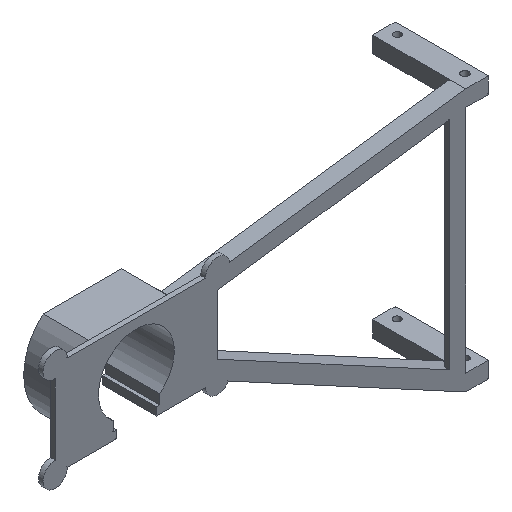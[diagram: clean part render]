
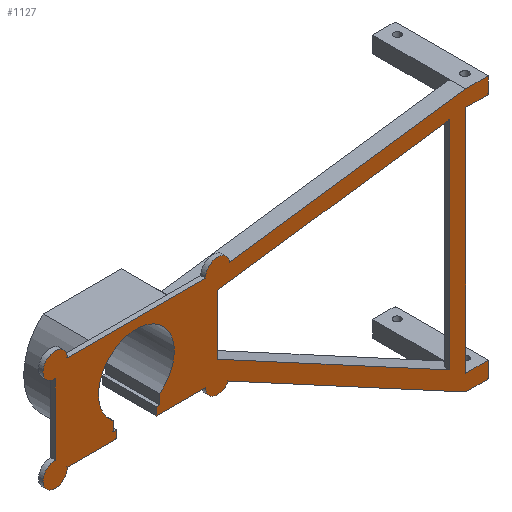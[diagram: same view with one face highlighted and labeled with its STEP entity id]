
A CAD part, isometric view. The second image highlights one B-rep face of the part: STEP entity #1127.
In plain terms, the highlighted planar face has unit normal (0, -1, 0).
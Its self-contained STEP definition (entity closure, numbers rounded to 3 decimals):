
#26=CIRCLE('',#1174,4.5);
#39=CIRCLE('',#1204,14.);
#44=CIRCLE('',#1218,4.5);
#47=CIRCLE('',#1223,4.5);
#48=CIRCLE('',#1226,4.5);
#255=ORIENTED_EDGE('',*,*,#496,.F.);
#256=ORIENTED_EDGE('',*,*,#497,.T.);
#257=ORIENTED_EDGE('',*,*,#396,.F.);
#258=ORIENTED_EDGE('',*,*,#409,.F.);
#259=ORIENTED_EDGE('',*,*,#469,.F.);
#260=ORIENTED_EDGE('',*,*,#461,.F.);
#261=ORIENTED_EDGE('',*,*,#460,.F.);
#262=ORIENTED_EDGE('',*,*,#457,.F.);
#263=ORIENTED_EDGE('',*,*,#454,.F.);
#264=ORIENTED_EDGE('',*,*,#479,.F.);
#265=ORIENTED_EDGE('',*,*,#413,.F.);
#266=ORIENTED_EDGE('',*,*,#498,.F.);
#267=ORIENTED_EDGE('',*,*,#499,.F.);
#268=ORIENTED_EDGE('',*,*,#500,.F.);
#269=ORIENTED_EDGE('',*,*,#501,.F.);
#270=ORIENTED_EDGE('',*,*,#502,.F.);
#271=ORIENTED_EDGE('',*,*,#503,.F.);
#272=ORIENTED_EDGE('',*,*,#504,.F.);
#273=ORIENTED_EDGE('',*,*,#505,.F.);
#274=ORIENTED_EDGE('',*,*,#506,.F.);
#275=ORIENTED_EDGE('',*,*,#492,.F.);
#276=ORIENTED_EDGE('',*,*,#491,.F.);
#277=ORIENTED_EDGE('',*,*,#488,.F.);
#278=ORIENTED_EDGE('',*,*,#485,.F.);
#279=ORIENTED_EDGE('',*,*,#480,.F.);
#280=ORIENTED_EDGE('',*,*,#476,.F.);
#281=ORIENTED_EDGE('',*,*,#450,.F.);
#282=ORIENTED_EDGE('',*,*,#471,.F.);
#396=EDGE_CURVE('',#554,#547,#662,.T.);
#409=EDGE_CURVE('',#566,#554,#669,.T.);
#413=EDGE_CURVE('',#568,#569,#26,.T.);
#450=EDGE_CURVE('',#596,#593,#697,.T.);
#454=EDGE_CURVE('',#600,#597,#701,.T.);
#457=EDGE_CURVE('',#597,#601,#704,.T.);
#460=EDGE_CURVE('',#601,#603,#707,.T.);
#461=EDGE_CURVE('',#603,#605,#39,.T.);
#469=EDGE_CURVE('',#605,#608,#712,.T.);
#471=EDGE_CURVE('',#608,#596,#714,.T.);
#476=EDGE_CURVE('',#593,#611,#718,.T.);
#479=EDGE_CURVE('',#569,#600,#721,.T.);
#480=EDGE_CURVE('',#611,#613,#44,.T.);
#485=EDGE_CURVE('',#613,#616,#725,.T.);
#488=EDGE_CURVE('',#616,#618,#47,.T.);
#491=EDGE_CURVE('',#618,#620,#729,.T.);
#492=EDGE_CURVE('',#620,#621,#48,.T.);
#496=EDGE_CURVE('',#623,#566,#732,.T.);
#497=EDGE_CURVE('',#623,#547,#733,.T.);
#498=EDGE_CURVE('',#624,#568,#734,.T.);
#499=EDGE_CURVE('',#625,#624,#735,.T.);
#500=EDGE_CURVE('',#626,#625,#736,.T.);
#501=EDGE_CURVE('',#627,#626,#737,.T.);
#502=EDGE_CURVE('',#628,#627,#738,.T.);
#503=EDGE_CURVE('',#629,#628,#739,.T.);
#504=EDGE_CURVE('',#630,#629,#740,.T.);
#505=EDGE_CURVE('',#631,#630,#741,.T.);
#506=EDGE_CURVE('',#621,#631,#742,.T.);
#547=VERTEX_POINT('',#1579);
#554=VERTEX_POINT('',#1592);
#566=VERTEX_POINT('',#1619);
#568=VERTEX_POINT('',#1627);
#569=VERTEX_POINT('',#1629);
#593=VERTEX_POINT('',#1700);
#596=VERTEX_POINT('',#1705);
#597=VERTEX_POINT('',#1709);
#600=VERTEX_POINT('',#1714);
#601=VERTEX_POINT('',#1718);
#603=VERTEX_POINT('',#1724);
#605=VERTEX_POINT('',#1730);
#608=VERTEX_POINT('',#1740);
#611=VERTEX_POINT('',#1758);
#613=VERTEX_POINT('',#1766);
#616=VERTEX_POINT('',#1773);
#618=VERTEX_POINT('',#1779);
#620=VERTEX_POINT('',#1785);
#621=VERTEX_POINT('',#1790);
#623=VERTEX_POINT('',#1798);
#624=VERTEX_POINT('',#1801);
#625=VERTEX_POINT('',#1803);
#626=VERTEX_POINT('',#1805);
#627=VERTEX_POINT('',#1807);
#628=VERTEX_POINT('',#1809);
#629=VERTEX_POINT('',#1811);
#630=VERTEX_POINT('',#1813);
#631=VERTEX_POINT('',#1815);
#662=LINE('',#1593,#782);
#669=LINE('',#1620,#789);
#697=LINE('',#1706,#817);
#701=LINE('',#1715,#821);
#704=LINE('',#1721,#824);
#707=LINE('',#1727,#827);
#712=LINE('',#1743,#832);
#714=LINE('',#1746,#834);
#718=LINE('',#1757,#838);
#721=LINE('',#1763,#841);
#725=LINE('',#1775,#845);
#729=LINE('',#1787,#849);
#732=LINE('',#1797,#852);
#733=LINE('',#1799,#853);
#734=LINE('',#1800,#854);
#735=LINE('',#1802,#855);
#736=LINE('',#1804,#856);
#737=LINE('',#1806,#857);
#738=LINE('',#1808,#858);
#739=LINE('',#1810,#859);
#740=LINE('',#1812,#860);
#741=LINE('',#1814,#861);
#742=LINE('',#1816,#862);
#782=VECTOR('',#1271,1000.);
#789=VECTOR('',#1294,1000.);
#817=VECTOR('',#1378,1000.);
#821=VECTOR('',#1384,1000.);
#824=VECTOR('',#1389,1000.);
#827=VECTOR('',#1394,1000.);
#832=VECTOR('',#1411,1000.);
#834=VECTOR('',#1415,1000.);
#838=VECTOR('',#1431,1000.);
#841=VECTOR('',#1436,1000.);
#845=VECTOR('',#1448,1000.);
#849=VECTOR('',#1460,1000.);
#852=VECTOR('',#1473,1000.);
#853=VECTOR('',#1474,1000.);
#854=VECTOR('',#1475,1000.);
#855=VECTOR('',#1476,1000.);
#856=VECTOR('',#1477,1000.);
#857=VECTOR('',#1478,1000.);
#858=VECTOR('',#1479,1000.);
#859=VECTOR('',#1480,1000.);
#860=VECTOR('',#1481,1000.);
#861=VECTOR('',#1482,1000.);
#862=VECTOR('',#1483,1000.);
#935=EDGE_LOOP('',(#255,#256,#257,#258));
#936=EDGE_LOOP('',(#259,#260,#261,#262,#263,#264,#265,#266,#267,#268,#269,
#270,#271,#272,#273,#274,#275,#276,#277,#278,#279,#280,#281,#282));
#1011=FACE_BOUND('',#935,.T.);
#1012=FACE_BOUND('',#936,.T.);
#1072=PLANE('',#1229);
#1127=ADVANCED_FACE('',(#1011,#1012),#1072,.T.);
#1174=AXIS2_PLACEMENT_3D('',#1628,#1302,#1303);
#1204=AXIS2_PLACEMENT_3D('',#1729,#1397,#1398);
#1218=AXIS2_PLACEMENT_3D('',#1765,#1439,#1440);
#1223=AXIS2_PLACEMENT_3D('',#1781,#1454,#1455);
#1226=AXIS2_PLACEMENT_3D('',#1789,#1463,#1464);
#1229=AXIS2_PLACEMENT_3D('',#1796,#1471,#1472);
#1271=DIRECTION('',(0.88,0.,-0.475));
#1294=DIRECTION('',(0.,0.,-1.));
#1302=DIRECTION('',(0.,1.,0.));
#1303=DIRECTION('',(-1.,0.,0.));
#1378=DIRECTION('',(0.,0.,-1.));
#1384=DIRECTION('',(0.,0.,1.));
#1389=DIRECTION('',(1.,0.,0.));
#1394=DIRECTION('',(0.,0.,1.));
#1397=DIRECTION('',(0.,-1.,0.));
#1398=DIRECTION('',(0.,0.,-1.));
#1411=DIRECTION('',(0.,0.,-1.));
#1415=DIRECTION('',(1.,0.,0.));
#1431=DIRECTION('',(-1.,0.,0.));
#1436=DIRECTION('',(-1.,0.,0.));
#1439=DIRECTION('',(0.,1.,0.));
#1440=DIRECTION('',(1.,0.,0.));
#1448=DIRECTION('',(0.,0.,1.));
#1454=DIRECTION('',(0.,1.,0.));
#1455=DIRECTION('',(1.,0.,0.));
#1460=DIRECTION('',(1.,0.,0.));
#1463=DIRECTION('',(0.,1.,0.));
#1464=DIRECTION('',(-1.,0.,0.));
#1471=DIRECTION('',(0.,-1.,0.));
#1472=DIRECTION('',(0.,0.,-1.));
#1473=DIRECTION('',(-0.991,0.,-0.135));
#1474=DIRECTION('',(0.,0.,-1.));
#1475=DIRECTION('',(-0.88,0.,0.475));
#1476=DIRECTION('',(-1.,0.,0.));
#1477=DIRECTION('',(0.,0.,-1.));
#1478=DIRECTION('',(1.,0.,0.));
#1479=DIRECTION('',(0.,0.,-1.));
#1480=DIRECTION('',(-1.,0.,0.));
#1481=DIRECTION('',(0.,0.,-1.));
#1482=DIRECTION('',(1.,0.,0.));
#1483=DIRECTION('',(0.991,0.,0.135));
#1579=CARTESIAN_POINT('',(82.043,-19.978,-60.239));
#1592=CARTESIAN_POINT('',(-3.637,-19.978,-13.979));
#1593=CARTESIAN_POINT('',(-3.637,-19.978,-13.979));
#1619=CARTESIAN_POINT('',(-3.637,-19.978,8.147));
#1620=CARTESIAN_POINT('',(-3.637,-19.978,-16.297));
#1627=CARTESIAN_POINT('',(0.323,-19.978,-22.935));
#1628=CARTESIAN_POINT('',(-3.637,-19.978,-20.797));
#1629=CARTESIAN_POINT('',(-8.137,-19.978,-20.797));
#1700=CARTESIAN_POINT('',(-40.937,-19.978,-20.797));
#1705=CARTESIAN_POINT('',(-40.937,-19.978,-17.873));
#1706=CARTESIAN_POINT('',(-40.937,-19.978,-20.503));
#1709=CARTESIAN_POINT('',(-26.337,-19.978,-17.873));
#1714=CARTESIAN_POINT('',(-26.337,-19.978,-20.797));
#1715=CARTESIAN_POINT('',(-26.337,-19.978,-17.873));
#1718=CARTESIAN_POINT('',(-25.007,-19.978,-17.873));
#1721=CARTESIAN_POINT('',(-25.007,-19.978,-17.873));
#1724=CARTESIAN_POINT('',(-25.007,-19.978,-14.321));
#1727=CARTESIAN_POINT('',(-25.007,-19.978,-14.321));
#1729=CARTESIAN_POINT('',(-33.637,-19.978,-3.297));
#1730=CARTESIAN_POINT('',(-42.267,-19.978,-14.321));
#1740=CARTESIAN_POINT('',(-42.267,-19.978,-17.873));
#1743=CARTESIAN_POINT('',(-42.267,-19.978,-17.873));
#1746=CARTESIAN_POINT('',(-40.937,-19.978,-17.873));
#1757=CARTESIAN_POINT('',(-59.137,-19.978,-20.797));
#1758=CARTESIAN_POINT('',(-59.137,-19.978,-20.797));
#1763=CARTESIAN_POINT('',(-9.464,-19.978,-20.797));
#1765=CARTESIAN_POINT('',(-63.637,-19.978,-20.797));
#1766=CARTESIAN_POINT('',(-63.637,-19.978,-16.297));
#1773=CARTESIAN_POINT('',(-63.637,-19.978,9.703));
#1775=CARTESIAN_POINT('',(-63.637,-19.978,9.703));
#1779=CARTESIAN_POINT('',(-59.137,-19.978,14.203));
#1781=CARTESIAN_POINT('',(-63.637,-19.978,14.203));
#1785=CARTESIAN_POINT('',(-8.137,-19.978,14.203));
#1787=CARTESIAN_POINT('',(-8.137,-19.978,14.203));
#1789=CARTESIAN_POINT('',(-3.637,-19.978,14.203));
#1790=CARTESIAN_POINT('',(0.822,-19.978,14.811));
#1796=CARTESIAN_POINT('',(-33.637,-19.978,-3.297));
#1797=CARTESIAN_POINT('',(-3.637,-19.978,8.147));
#1798=CARTESIAN_POINT('',(82.043,-19.978,19.829));
#1799=CARTESIAN_POINT('',(82.043,-19.978,19.829));
#1800=CARTESIAN_POINT('',(0.323,-19.978,-22.935));
#1801=CARTESIAN_POINT('',(88.043,-19.978,-70.297));
#1802=CARTESIAN_POINT('',(88.043,-19.978,-70.297));
#1803=CARTESIAN_POINT('',(96.363,-19.978,-70.297));
#1804=CARTESIAN_POINT('',(96.363,-19.978,-70.297));
#1805=CARTESIAN_POINT('',(96.363,-19.978,-64.297));
#1806=CARTESIAN_POINT('',(89.559,-19.978,-64.297));
#1807=CARTESIAN_POINT('',(88.043,-19.978,-64.297));
#1808=CARTESIAN_POINT('',(88.043,-19.978,-63.479));
#1809=CARTESIAN_POINT('',(88.043,-19.978,20.703));
#1810=CARTESIAN_POINT('',(88.45,-19.978,20.703));
#1811=CARTESIAN_POINT('',(96.363,-19.978,20.703));
#1812=CARTESIAN_POINT('',(96.363,-19.978,20.703));
#1813=CARTESIAN_POINT('',(96.363,-19.978,26.703));
#1814=CARTESIAN_POINT('',(96.363,-19.978,26.703));
#1815=CARTESIAN_POINT('',(88.043,-19.978,26.703));
#1816=CARTESIAN_POINT('',(0.822,-19.978,14.811));
